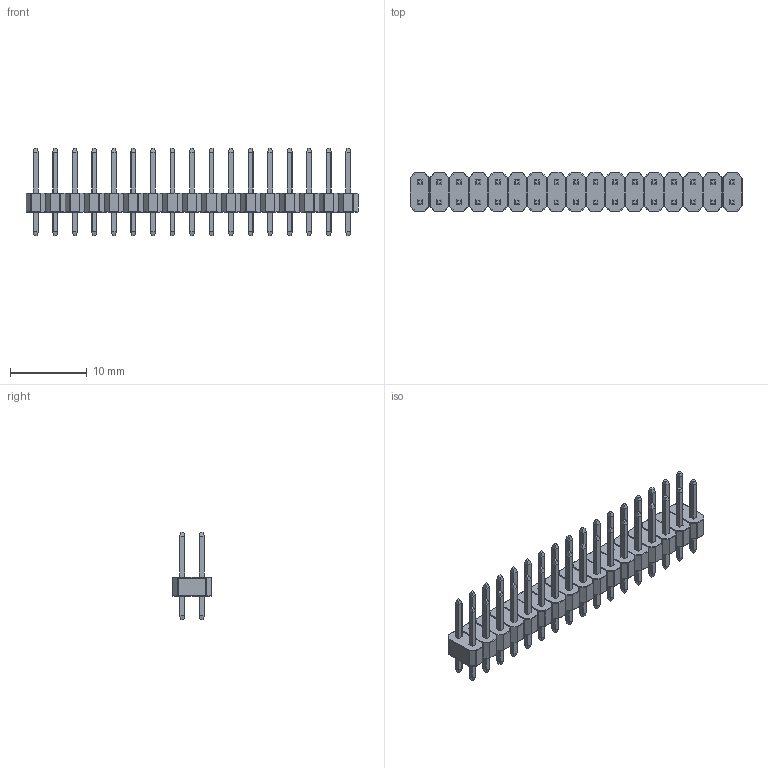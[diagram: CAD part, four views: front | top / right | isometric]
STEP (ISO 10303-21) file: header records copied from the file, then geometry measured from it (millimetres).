
FILE_DESCRIPTION(/* description */ (''),/* implementation_level */ '2;1');
FILE_NAME(/* name */ 'Pin Header Male 02x17 P2.54mm.stp',/* time_stamp */ '2019-09-24T14:07:05+02:00',/* author */ ('Bernd das Brot'),/* organization */ (''),/* preprocessor_version */ 'ST-DEVELOPER v17.2',/* originating_system */ 'Autodesk Inventor 2019',/* authorisation */ '');
FILE_SCHEMA (('AUTOMOTIVE_DESIGN { 1 0 10303 214 3 1 1 }'));
Length unit declared in the file: millimetre
Products named in the file (2): test; Male Pin Header
Assembly tree (17 placements, depth 2):
  test
    Male Pin Header  x17
Bounding box: 43.18 x 5.08 x 11.39 mm (x, y, z)
Volume: 629.2 mm3; surface area: 1739 mm2
Topology: 17 solids, 17 shells, 2040 faces, 5168 edges, 2992 vertices
Faces by surface type: plane 1088, cylinder 680, sphere 272
Entity records: 3881 total; most frequent: DIRECTION 670, CARTESIAN_POINT 619, ORIENTED_EDGE 608, EDGE_CURVE 304, AXIS2_PLACEMENT_3D 227, LINE 216, VECTOR 216, VERTEX_POINT 176
